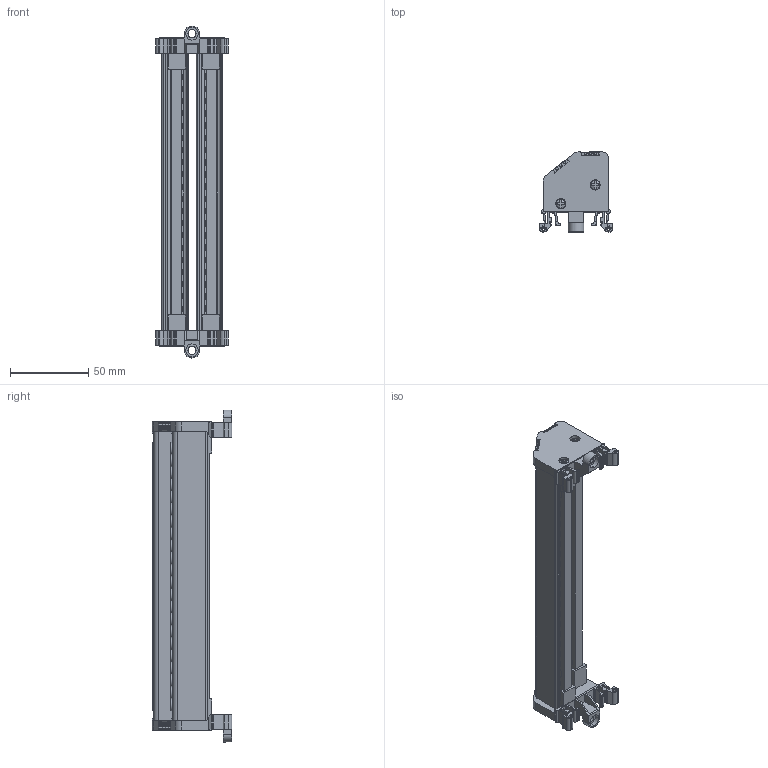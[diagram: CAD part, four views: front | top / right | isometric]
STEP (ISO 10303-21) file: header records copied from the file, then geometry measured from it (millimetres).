
FILE_DESCRIPTION (( 'STEP AP203' ), '1' );
FILE_NAME ('7x12 Ýki Kutuplu Daðýtýcý Ünite - 22 Delikli.STEP', '2019-01-09T06:42:20', ( '' ), ( '' ), 'SwSTEP 2.0', 'SolidWorks 2011', '' );
FILE_SCHEMA (( 'CONFIG_CONTROL_DESIGN' ));
Products named in the file (1): 7x12 Ýki Kutuplu Daðýtýcý Ünite - 22 Delikli
Bounding box: 46.6 x 50.84 x 212.16 mm (x, y, z)
Volume: 73452.9 mm3; surface area: 74092.7 mm2
Topology: 1 solids, 7 shells, 2877 faces, 8184 edges, 5447 vertices
Faces by surface type: plane 1337, cylinder 847, cone 595, bspline 98
Entity records: 98941 total; most frequent: CARTESIAN_POINT 22986, ORIENTED_EDGE 16368, DIRECTION 15720, EDGE_CURVE 8184, AXIS2_PLACEMENT_3D 5714, VERTEX_POINT 5447, LINE 4292, VECTOR 4292
